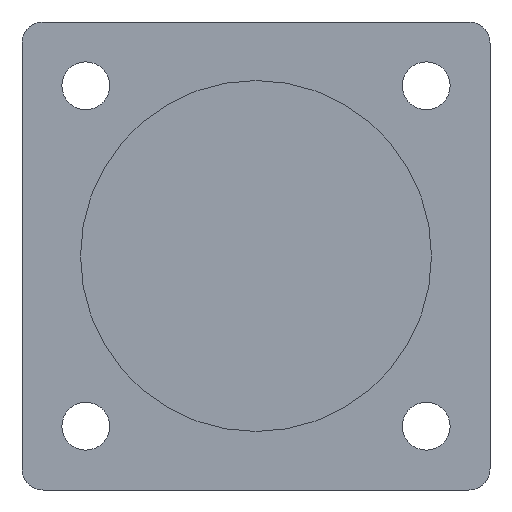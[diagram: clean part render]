
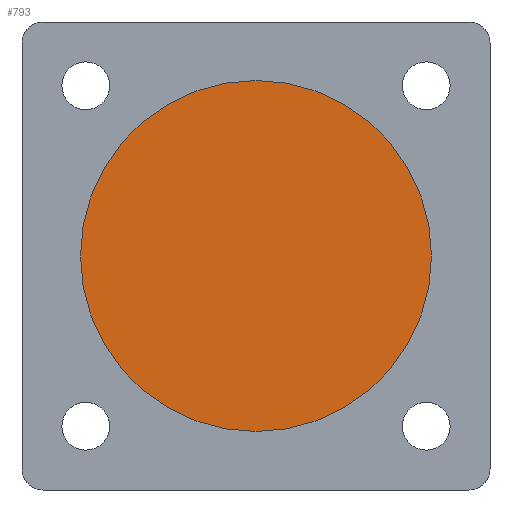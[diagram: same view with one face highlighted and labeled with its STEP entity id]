
A CAD part, front view. The second image highlights one B-rep face of the part: STEP entity #793.
In plain terms, the highlighted planar face has unit normal (0, -1, 0).
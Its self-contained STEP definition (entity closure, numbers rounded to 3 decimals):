
#93 = EDGE_LOOP ( 'NONE', ( #381, #274 ) ) ;
#149 = CARTESIAN_POINT ( 'NONE',  ( 0., -80., -16.5 ) ) ;
#174 = EDGE_CURVE ( 'NONE', #1082, #280, #1011, .T. ) ;
#205 = CARTESIAN_POINT ( 'NONE',  ( 0., -80., 0. ) ) ;
#207 = DIRECTION ( 'NONE',  ( 0., -1., 0. ) ) ;
#274 = ORIENTED_EDGE ( 'NONE', *, *, #174, .T. ) ;
#280 = VERTEX_POINT ( 'NONE', #149 ) ;
#381 = ORIENTED_EDGE ( 'NONE', *, *, #538, .T. ) ;
#423 = DIRECTION ( 'NONE',  ( 0., 0., -1. ) ) ;
#512 = DIRECTION ( 'NONE',  ( 0., -1., 0. ) ) ;
#538 = EDGE_CURVE ( 'NONE', #280, #1082, #692, .T. ) ;
#566 = AXIS2_PLACEMENT_3D ( 'NONE', #205, #512, #423 ) ;
#611 = DIRECTION ( 'NONE',  ( 0., -1., 0. ) ) ;
#692 = CIRCLE ( 'NONE', #566, 16.5 ) ;
#702 = AXIS2_PLACEMENT_3D ( 'NONE', #1185, #207, #717 ) ;
#717 = DIRECTION ( 'NONE',  ( 0., 0., -1. ) ) ;
#747 = CARTESIAN_POINT ( 'NONE',  ( 0., -80., 16.5 ) ) ;
#793 = ADVANCED_FACE ( 'NONE', ( #1193 ), #799, .T. ) ;
#799 = PLANE ( 'NONE',  #702 ) ;
#918 = AXIS2_PLACEMENT_3D ( 'NONE', #1183, #611, #1005 ) ;
#1005 = DIRECTION ( 'NONE',  ( 0., 0., -1. ) ) ;
#1011 = CIRCLE ( 'NONE', #918, 16.5 ) ;
#1082 = VERTEX_POINT ( 'NONE', #747 ) ;
#1183 = CARTESIAN_POINT ( 'NONE',  ( 0., -80., 0. ) ) ;
#1185 = CARTESIAN_POINT ( 'NONE',  ( 16.5, -80., 0. ) ) ;
#1193 = FACE_OUTER_BOUND ( 'NONE', #93, .T. ) ;
